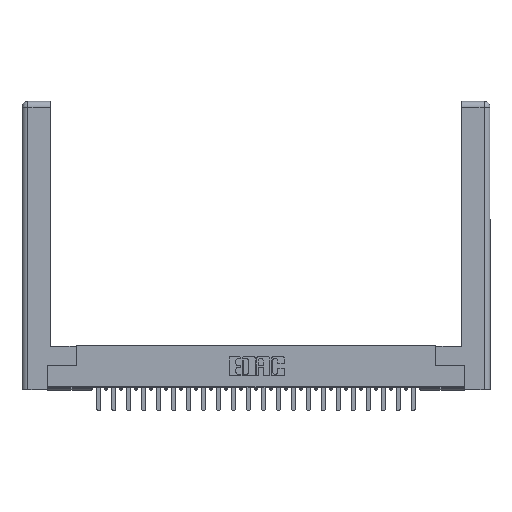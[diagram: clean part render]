
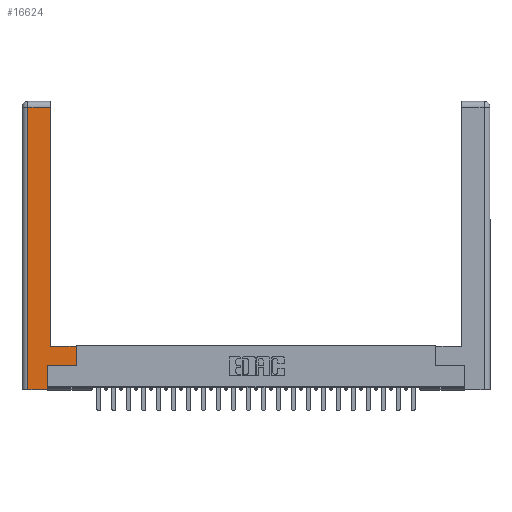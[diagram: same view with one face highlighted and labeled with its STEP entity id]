
A CAD part, top view. The second image highlights one B-rep face of the part: STEP entity #16624.
In plain terms, the highlighted planar face has unit normal (0, 0, 1).
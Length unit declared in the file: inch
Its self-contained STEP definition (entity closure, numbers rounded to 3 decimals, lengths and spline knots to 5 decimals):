
#109 = EDGE_CURVE ( 'NONE', #11755, #24298, #11137, .T. ) ;
#146 = ORIENTED_EDGE ( 'NONE', *, *, #1525, .T. ) ;
#846 = EDGE_CURVE ( 'NONE', #24298, #3306, #19346, .T. ) ;
#1280 = DIRECTION ( 'NONE',  ( -1., 0., 0. ) ) ;
#1386 = VECTOR ( 'NONE', #8852, 39.37008 ) ;
#1413 = DIRECTION ( 'NONE',  ( 0., 1., 0. ) ) ;
#1525 = EDGE_CURVE ( 'NONE', #7442, #12321, #18397, .T. ) ;
#2731 = CARTESIAN_POINT ( 'NONE',  ( 0.565, 0.45, 0. ) ) ;
#2802 = ORIENTED_EDGE ( 'NONE', *, *, #846, .T. ) ;
#2910 = CARTESIAN_POINT ( 'NONE',  ( 0.295, 0.45, 0. ) ) ;
#3210 = DIRECTION ( 'NONE',  ( -1., 0., 0. ) ) ;
#3277 = LINE ( 'NONE', #18735, #1386 ) ;
#3306 = VERTEX_POINT ( 'NONE', #12266 ) ;
#3323 = VECTOR ( 'NONE', #1413, 39.37008 ) ;
#3600 = LINE ( 'NONE', #9312, #3323 ) ;
#3859 = DIRECTION ( 'NONE',  ( 0., 1., 0. ) ) ;
#3879 = ORIENTED_EDGE ( 'NONE', *, *, #4149, .T. ) ;
#4149 = EDGE_CURVE ( 'NONE', #17374, #23374, #6060, .T. ) ;
#4303 = CARTESIAN_POINT ( 'NONE',  ( 0.565, 0.45, 0. ) ) ;
#4310 = VECTOR ( 'NONE', #1280, 39.37008 ) ;
#5328 = DIRECTION ( 'NONE',  ( 0., -1., 0. ) ) ;
#6060 = LINE ( 'NONE', #19573, #13379 ) ;
#6313 = EDGE_CURVE ( 'NONE', #23374, #13304, #3277, .T. ) ;
#6582 = ORIENTED_EDGE ( 'NONE', *, *, #20527, .T. ) ;
#7110 = ORIENTED_EDGE ( 'NONE', *, *, #6313, .T. ) ;
#7363 = CARTESIAN_POINT ( 'NONE',  ( 0.565, 0.245, 0. ) ) ;
#7442 = VERTEX_POINT ( 'NONE', #2731 ) ;
#8058 = CARTESIAN_POINT ( 'NONE',  ( 0.265, 0., 0. ) ) ;
#8852 = DIRECTION ( 'NONE',  ( 1., 0., 0. ) ) ;
#9080 = VECTOR ( 'NONE', #18662, 39.37008 ) ;
#9312 = CARTESIAN_POINT ( 'NONE',  ( 0.295, 3., 0. ) ) ;
#9638 = EDGE_LOOP ( 'NONE', ( #23459, #22831, #2802, #11465, #3879, #7110, #6582, #146 ) ) ;
#10549 = CARTESIAN_POINT ( 'NONE',  ( 0.265, 0., 0. ) ) ;
#10857 = CARTESIAN_POINT ( 'NONE',  ( 0.295, 0.45, 0. ) ) ;
#11137 = LINE ( 'NONE', #19071, #4310 ) ;
#11465 = ORIENTED_EDGE ( 'NONE', *, *, #20505, .T. ) ;
#11755 = VERTEX_POINT ( 'NONE', #16314 ) ;
#12266 = CARTESIAN_POINT ( 'NONE',  ( 0.0615, 0., 0. ) ) ;
#12321 = VERTEX_POINT ( 'NONE', #2910 ) ;
#12700 = CARTESIAN_POINT ( 'NONE',  ( 0., 0., 0. ) ) ;
#13304 = VERTEX_POINT ( 'NONE', #7363 ) ;
#13379 = VECTOR ( 'NONE', #3859, 39.37008 ) ;
#13924 = CARTESIAN_POINT ( 'NONE',  ( 0.265, 0.245, 0. ) ) ;
#15809 = CARTESIAN_POINT ( 'NONE',  ( 0.0615, 2.94, 0. ) ) ;
#16314 = CARTESIAN_POINT ( 'NONE',  ( 0.295, 2.94, 0. ) ) ;
#16333 = FACE_OUTER_BOUND ( 'NONE', #9638, .T. ) ;
#16523 = LINE ( 'NONE', #8058, #17348 ) ;
#16624 = ADVANCED_FACE ( 'NONE', ( #16333 ), #24285, .F. ) ;
#17348 = VECTOR ( 'NONE', #24477, 39.37008 ) ;
#17374 = VERTEX_POINT ( 'NONE', #10549 ) ;
#18397 = LINE ( 'NONE', #10857, #9080 ) ;
#18488 = AXIS2_PLACEMENT_3D ( 'NONE', #12700, #20637, #3210 ) ;
#18662 = DIRECTION ( 'NONE',  ( -1., 0., 0. ) ) ;
#18735 = CARTESIAN_POINT ( 'NONE',  ( 0.565, 0.245, 0. ) ) ;
#19071 = CARTESIAN_POINT ( 'NONE',  ( 0.0615, 2.94, 0. ) ) ;
#19346 = LINE ( 'NONE', #23155, #23104 ) ;
#19403 = VECTOR ( 'NONE', #20150, 39.37008 ) ;
#19573 = CARTESIAN_POINT ( 'NONE',  ( 0.265, 0.245, 0. ) ) ;
#20150 = DIRECTION ( 'NONE',  ( 0., 1., 0. ) ) ;
#20505 = EDGE_CURVE ( 'NONE', #3306, #17374, #16523, .T. ) ;
#20527 = EDGE_CURVE ( 'NONE', #13304, #7442, #22113, .T. ) ;
#20637 = DIRECTION ( 'NONE',  ( 0., 0., -1. ) ) ;
#22113 = LINE ( 'NONE', #4303, #19403 ) ;
#22450 = EDGE_CURVE ( 'NONE', #12321, #11755, #3600, .T. ) ;
#22831 = ORIENTED_EDGE ( 'NONE', *, *, #109, .T. ) ;
#23104 = VECTOR ( 'NONE', #5328, 39.37008 ) ;
#23155 = CARTESIAN_POINT ( 'NONE',  ( 0.0615, 0., 0. ) ) ;
#23374 = VERTEX_POINT ( 'NONE', #13924 ) ;
#23459 = ORIENTED_EDGE ( 'NONE', *, *, #22450, .T. ) ;
#24285 = PLANE ( 'NONE',  #18488 ) ;
#24298 = VERTEX_POINT ( 'NONE', #15809 ) ;
#24477 = DIRECTION ( 'NONE',  ( 1., 0., 0. ) ) ;
